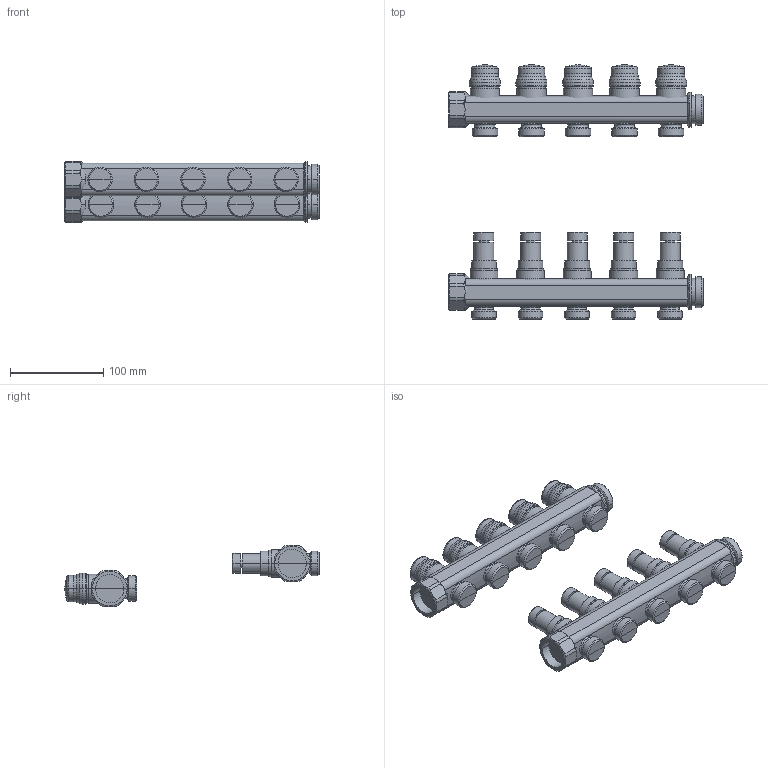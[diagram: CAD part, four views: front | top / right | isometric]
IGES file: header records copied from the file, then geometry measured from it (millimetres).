
Global section: file name: 662656 (IGS); native system: Autodesk Inventor 2017; preprocessor: unknown; author: ufftec; date: 20180328.114830; units: millimetre
Bounding box: 273.7 x 273.22 x 66 mm (x, y, z)
Volume: 1014755.6 mm3; surface area: 180158.5 mm2
Topology: 31 solids, 31 shells, 592 faces, 1215 edges, 675 vertices
Faces by surface type: bspline 592
